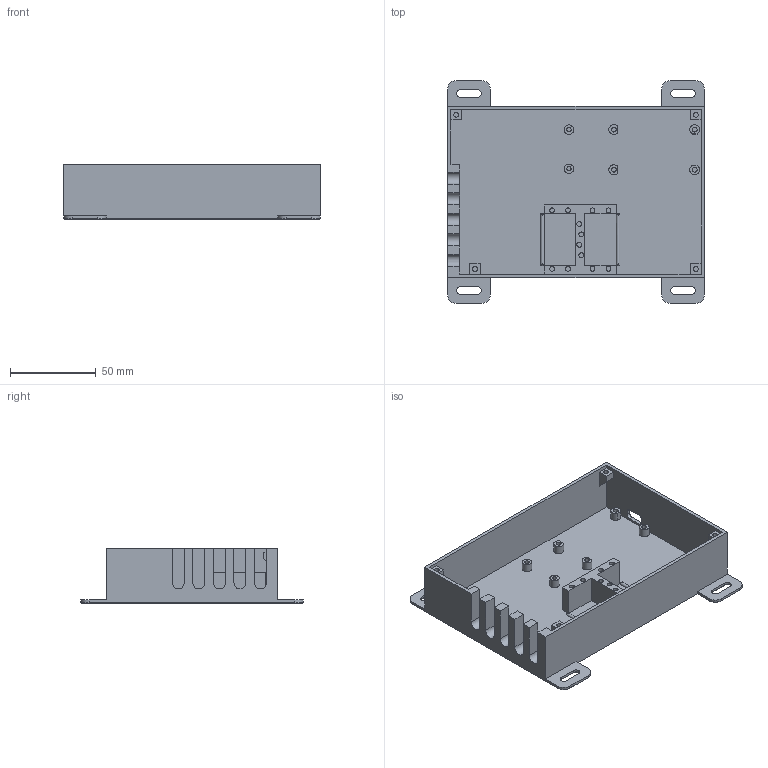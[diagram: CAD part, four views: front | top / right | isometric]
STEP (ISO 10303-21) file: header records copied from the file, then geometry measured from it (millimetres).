
FILE_DESCRIPTION(/* description */ ('','CAx-IF Rec.Pracs.---Representation and Presentation of Product Manufacturing Information (PMI)---4.0---2014-10-13'),/* implementation_level */ '2;1');
FILE_NAME(/* name */ 'Gehuse unten.step',/* time_stamp */ '2025-03-21T09:17:05+01:00',/* author */ (''),/* organization */ (''),/* preprocessor_version */ 'ST-DEVELOPER v20',/* originating_system */ 'Autodesk Translation Framework v13.20.0.188',/* authorisation */ '');
FILE_SCHEMA (('AP242_MANAGED_MODEL_BASED_3D_ENGINEERING_MIM_LF { 1 0 10303 442 1 1 4 }'));
Length unit declared in the file: millimetre
Products named in the file (1): Gehäuse unten
Bounding box: 150 x 130 x 32 mm (x, y, z)
Volume: 75141.7 mm3; surface area: 70891.1 mm2
Topology: 2 solids, 2 shells, 194 faces, 493 edges, 318 vertices
Faces by surface type: plane 118, cylinder 60, cone 16
Full cylindrical faces by diameter (mm): 2.528 x2, 2.8 x20, 5.528 x2, 8 x1
Entity records: 5933 total; most frequent: DIRECTION 1015, CARTESIAN_POINT 1006, ORIENTED_EDGE 986, EDGE_CURVE 493, LINE 361, VECTOR 361, AXIS2_PLACEMENT_3D 327, VERTEX_POINT 318
